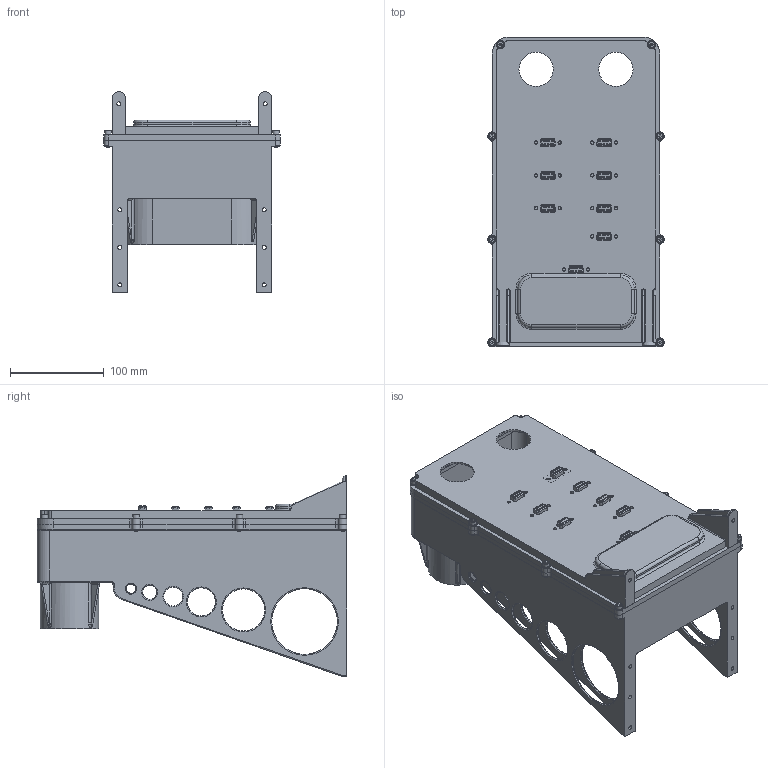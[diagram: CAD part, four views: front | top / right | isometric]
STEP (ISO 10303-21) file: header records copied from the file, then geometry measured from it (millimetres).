
FILE_DESCRIPTION((''),'2;1');
FILE_NAME('DPU-4RAM-Top.stp','2008-12-10T12:29:43',('josef'),(''),'Autodesk Inventor 2009','Autodesk Inventor 2009','');
FILE_SCHEMA(('AUTOMOTIVE_DESIGN { 1 0 10303 214 1 1 1 1 }'));
Length unit declared in the file: millimetre
Products named in the file (29): DPU-4RAM-Top; FPGA-RAM-CannonPCB-Top; MemoryFPGA-PCB-Top; Minus-FPGA; 3D-Plus-FPGA; MemoryModule2GB-ben; Non-VolotileMemory; SystemMemory; BootMemory; WatchDog; SystemClock; MasterTimeBase; CannonStraight9Sub-D; ConnonD-Sub-DE9-straight; Cannon-Afstands6knt; 53Ben-Stik; 53BenStik-Hus; 53BenStik-Ben; MemoryPCB-Frame-top; HusDPU-Front-Top; DC-DC-Ass-hus; DC-DC-Board; DC-DC-Converter; HusDPU-Bag-Top; Bolted Connection; ISO 7089 4 - 140 HV; STN 02 1143 A M4 x 14
Assembly tree (105 placements, depth 4):
  DPU-4RAM-Top
    FPGA-RAM-CannonPCB-Top
      MemoryFPGA-PCB-Top
      Minus-FPGA
      3D-Plus-FPGA
      MemoryModule2GB-ben  x4
      Non-VolotileMemory  x2
      SystemMemory
      BootMemory
      WatchDog
      SystemClock
      MasterTimeBase
      CannonStraight9Sub-D  x2
        ConnonD-Sub-DE9-straight
        Cannon-Afstands6knt
      ConnonD-Sub-DE9-straight  x5
      53Ben-Stik
        53BenStik-Hus
        53BenStik-Ben  x53
    MemoryPCB-Frame-top
    HusDPU-Front-Top
    DC-DC-Ass-hus
      DC-DC-Board
      DC-DC-Converter  x2
      CannonStraight9Sub-D
        ConnonD-Sub-DE9-straight
        Cannon-Afstands6knt
      53Ben-Stik
        53BenStik-Hus
        53BenStik-Ben  x53
      MasterTimeBase
      SystemMemory
      SystemClock
    HusDPU-Bag-Top
    Bolted Connection  x6
      ISO 7089 4 - 140 HV
      STN 02 1143 A M4 x 14
    Bolted Connection
      ISO 7089 4 - 140 HV
      STN 02 1143 A M4 x 14
    Bolted Connection
      ISO 7089 4 - 140 HV
      STN 02 1143 A M4 x 14
Bounding box: 188 x 330.11 x 213.98 mm (x, y, z)
Volume: 901319.3 mm3; surface area: 772152.8 mm2
Topology: 233 solids, 233 shells, 5340 faces, 13444 edges, 9078 vertices
Faces by surface type: plane 3249, cylinder 1453, bspline 396, torus 214, cone 16, sphere 12
Full cylindrical faces by diameter (mm): 1 x88, 1.5 x216, 2.841 x2, 3 x8, 3.2 x12, 3.4 x4, 3.426 x14, 3.598 x16, 4 x28, 4.2 x16, 4.3 x8, 7 x8, 9 x8, 10 x2, 15 x2, 20 x2, 30 x2, 36.5 x2, 42.5 x2, 45 x2, 70 x2
Entity records: 60769 total; most frequent: CARTESIAN_POINT 19911, DIRECTION 8234, ORIENTED_EDGE 7354, EDGE_CURVE 3677, AXIS2_PLACEMENT_3D 2952, VERTEX_POINT 2484, VECTOR 2330, LINE 2330
